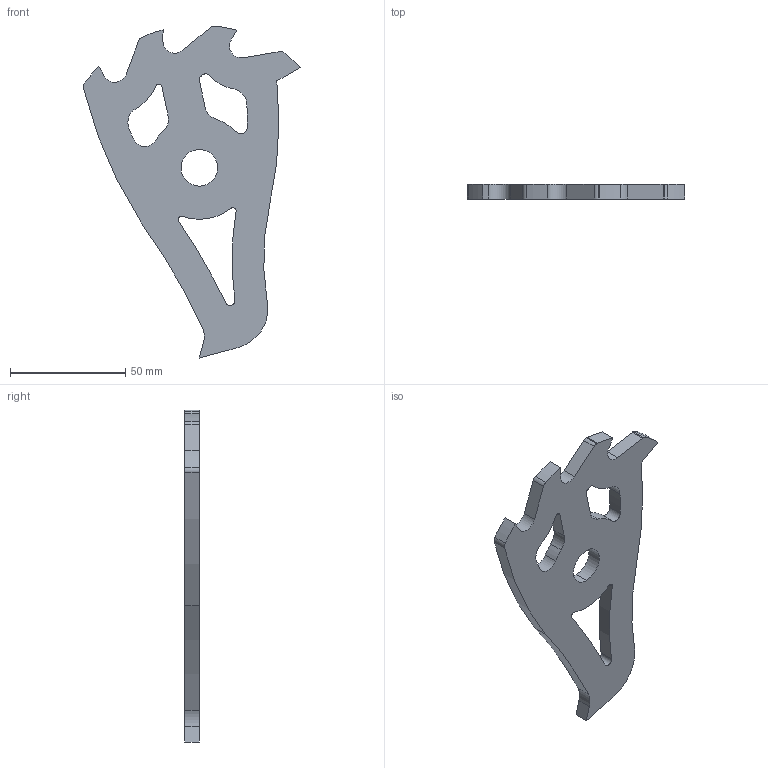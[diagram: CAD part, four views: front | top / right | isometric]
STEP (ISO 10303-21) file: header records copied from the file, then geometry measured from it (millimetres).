
FILE_DESCRIPTION (( 'STEP AP203' ), '1' );
FILE_NAME ('HammerSaw Weapon 2.0_Thin Sawblaze.STEP', '2024-03-14T04:34:27', ( '' ), ( '' ), 'SwSTEP 2.0', 'SolidWorks 2023', '' );
FILE_SCHEMA (( 'CONFIG_CONTROL_DESIGN' ));
Length unit declared in the file: inch
Products named in the file (1): HammerSaw Weapon 2.0_Thin Sawblaze
Bounding box: 94.31 x 6.35 x 144.1 mm (x, y, z)
Volume: 40318.3 mm3; surface area: 17359.3 mm2
Topology: 1 solids, 1 shells, 60 faces, 174 edges, 116 vertices
Faces by surface type: cylinder 46, plane 14
Entity records: 2125 total; most frequent: DIRECTION 388, CARTESIAN_POINT 351, ORIENTED_EDGE 348, EDGE_CURVE 174, AXIS2_PLACEMENT_3D 153, VERTEX_POINT 116, CIRCLE 92, VECTOR 82
